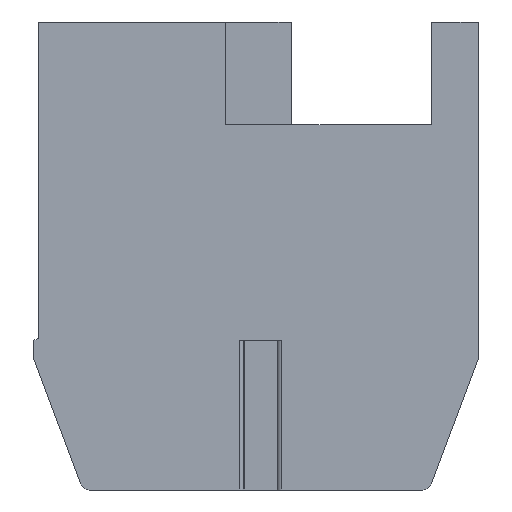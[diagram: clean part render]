
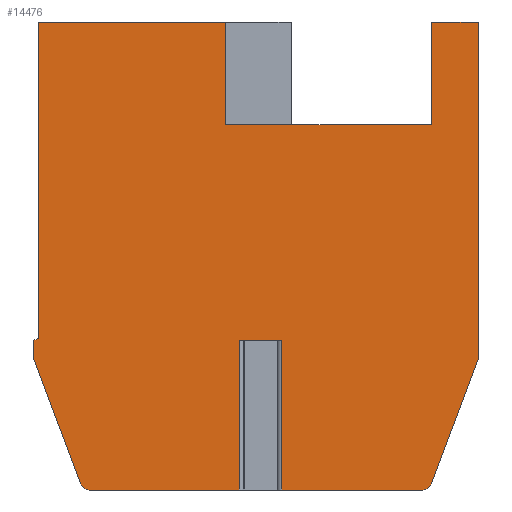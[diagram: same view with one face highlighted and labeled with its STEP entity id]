
A CAD part, front view. The second image highlights one B-rep face of the part: STEP entity #14476.
In plain terms, the highlighted planar face has unit normal (0, -1, 0).
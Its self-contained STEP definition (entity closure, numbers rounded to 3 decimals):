
#1=DIRECTION('',(1.,0.,0.));
#2=VECTOR('',#1,0.906);
#3=CARTESIAN_POINT('',(4.297,0.,-6.8));
#4=LINE('',#3,#2);
#5=DIRECTION('',(0.,0.,-1.));
#6=VECTOR('',#5,3.2);
#7=CARTESIAN_POINT('',(4.297,0.,-6.8));
#8=LINE('',#7,#6);
#9=DIRECTION('',(-1.,0.,0.));
#10=VECTOR('',#9,3.208);
#11=CARTESIAN_POINT('',(4.297,0.,-10.));
#12=LINE('',#11,#10);
#13=CARTESIAN_POINT('',(1.089,0.,-9.8));
#14=DIRECTION('',(0.,1.,0.));
#15=DIRECTION('',(0.,0.,-1.));
#16=AXIS2_PLACEMENT_3D('',#13,#14,#15);
#18=DIRECTION('',(-0.351,0.,0.936));
#19=VECTOR('',#18,2.816);
#20=CARTESIAN_POINT('',(0.901,0.,-9.87));
#21=LINE('',#20,#19);
#22=CARTESIAN_POINT('',(0.1,0.,-7.164));
#23=DIRECTION('',(0.,1.,0.));
#24=DIRECTION('',(-0.936,0.,-0.351));
#25=AXIS2_PLACEMENT_3D('',#22,#23,#24);
#27=DIRECTION('',(0.,0.,1.));
#28=VECTOR('',#27,0.364);
#29=CARTESIAN_POINT('',(-0.1,0.,-7.164));
#30=LINE('',#29,#28);
#31=DIRECTION('',(0.928,0.,0.371));
#32=VECTOR('',#31,0.108);
#33=CARTESIAN_POINT('',(-0.1,0.,-6.8));
#34=LINE('',#33,#32);
#35=DIRECTION('',(0.,0.,1.));
#36=VECTOR('',#35,6.76);
#37=CARTESIAN_POINT('',(0.,0.,-6.76));
#38=LINE('',#37,#36);
#39=DIRECTION('',(1.,0.,0.));
#40=VECTOR('',#39,4.);
#41=CARTESIAN_POINT('',(0.,0.,0.));
#42=LINE('',#41,#40);
#43=DIRECTION('',(0.,0.,-1.));
#44=VECTOR('',#43,2.2);
#45=CARTESIAN_POINT('',(4.,0.,0.));
#46=LINE('',#45,#44);
#47=DIRECTION('',(0.,0.,1.));
#48=VECTOR('',#47,2.2);
#49=CARTESIAN_POINT('',(8.4,0.,-2.2));
#50=LINE('',#49,#48);
#51=DIRECTION('',(1.,0.,0.));
#52=VECTOR('',#51,1.);
#53=CARTESIAN_POINT('',(8.4,0.,0.));
#54=LINE('',#53,#52);
#55=DIRECTION('',(0.,0.,-1.));
#56=VECTOR('',#55,7.164);
#57=CARTESIAN_POINT('',(9.4,0.,0.));
#58=LINE('',#57,#56);
#59=CARTESIAN_POINT('',(9.2,0.,-7.164));
#60=DIRECTION('',(0.,1.,0.));
#61=DIRECTION('',(1.,0.,0.));
#62=AXIS2_PLACEMENT_3D('',#59,#60,#61);
#64=DIRECTION('',(-0.351,0.,-0.936));
#65=VECTOR('',#64,2.816);
#66=CARTESIAN_POINT('',(9.387,0.,-7.234));
#67=LINE('',#66,#65);
#68=CARTESIAN_POINT('',(8.211,0.,-9.8));
#69=DIRECTION('',(0.,1.,0.));
#70=DIRECTION('',(0.936,0.,-0.351));
#71=AXIS2_PLACEMENT_3D('',#68,#69,#70);
#73=DIRECTION('',(-1.,0.,0.));
#74=VECTOR('',#73,3.008);
#75=CARTESIAN_POINT('',(8.211,0.,-10.));
#76=LINE('',#75,#74);
#77=DIRECTION('',(0.,0.,-1.));
#78=VECTOR('',#77,3.2);
#79=CARTESIAN_POINT('',(5.203,0.,-6.8));
#80=LINE('',#79,#78);
#3589=DIRECTION('',(-1.,0.,0.));
#3590=VECTOR('',#3589,4.4);
#3591=CARTESIAN_POINT('',(8.4,0.,-2.2));
#3592=LINE('',#3591,#3590);
#11365=CARTESIAN_POINT('',(-0.087,0.,-7.234));
#11366=CARTESIAN_POINT('',(-0.1,0.,-7.164));
#11367=VERTEX_POINT('',#11365);
#11368=VERTEX_POINT('',#11366);
#11369=CARTESIAN_POINT('',(-0.1,0.,-6.8));
#11370=VERTEX_POINT('',#11369);
#11371=CARTESIAN_POINT('',(0.,0.,-6.76));
#11372=VERTEX_POINT('',#11371);
#11373=CARTESIAN_POINT('',(0.,0.,0.));
#11374=VERTEX_POINT('',#11373);
#11375=CARTESIAN_POINT('',(8.4,0.,-2.2));
#11376=CARTESIAN_POINT('',(8.4,0.,0.));
#11377=VERTEX_POINT('',#11375);
#11378=VERTEX_POINT('',#11376);
#11379=CARTESIAN_POINT('',(9.4,0.,0.));
#11380=VERTEX_POINT('',#11379);
#11381=CARTESIAN_POINT('',(9.4,0.,-7.164));
#11382=VERTEX_POINT('',#11381);
#11383=CARTESIAN_POINT('',(9.387,0.,-7.234));
#11384=VERTEX_POINT('',#11383);
#11385=CARTESIAN_POINT('',(8.399,0.,-9.87));
#11386=VERTEX_POINT('',#11385);
#11387=CARTESIAN_POINT('',(8.211,0.,-10.));
#11388=VERTEX_POINT('',#11387);
#11389=CARTESIAN_POINT('',(1.089,0.,-10.));
#11390=CARTESIAN_POINT('',(0.901,0.,-9.87));
#11391=VERTEX_POINT('',#11389);
#11392=VERTEX_POINT('',#11390);
#11605=CARTESIAN_POINT('',(4.,0.,0.));
#11606=CARTESIAN_POINT('',(4.,0.,-2.2));
#11607=VERTEX_POINT('',#11605);
#11608=VERTEX_POINT('',#11606);
#11629=CARTESIAN_POINT('',(4.297,0.,-6.8));
#11630=CARTESIAN_POINT('',(5.203,0.,-6.8));
#11631=VERTEX_POINT('',#11629);
#11632=VERTEX_POINT('',#11630);
#11633=CARTESIAN_POINT('',(4.297,0.,-10.));
#11634=VERTEX_POINT('',#11633);
#11635=CARTESIAN_POINT('',(5.203,0.,-10.));
#11636=VERTEX_POINT('',#11635);
#14429=CARTESIAN_POINT('',(0.,0.,0.));
#14430=DIRECTION('',(0.,1.,0.));
#14431=DIRECTION('',(1.,0.,0.));
#14432=AXIS2_PLACEMENT_3D('',#14429,#14430,#14431);
#14433=PLANE('',#14432);
#14435=ORIENTED_EDGE('',*,*,#14434,.F.);
#14437=ORIENTED_EDGE('',*,*,#14436,.T.);
#14439=ORIENTED_EDGE('',*,*,#14438,.T.);
#14441=ORIENTED_EDGE('',*,*,#14440,.T.);
#14443=ORIENTED_EDGE('',*,*,#14442,.T.);
#14445=ORIENTED_EDGE('',*,*,#14444,.T.);
#14447=ORIENTED_EDGE('',*,*,#14446,.T.);
#14449=ORIENTED_EDGE('',*,*,#14448,.T.);
#14451=ORIENTED_EDGE('',*,*,#14450,.T.);
#14453=ORIENTED_EDGE('',*,*,#14452,.T.);
#14455=ORIENTED_EDGE('',*,*,#14454,.T.);
#14457=ORIENTED_EDGE('',*,*,#14456,.F.);
#14459=ORIENTED_EDGE('',*,*,#14458,.T.);
#14461=ORIENTED_EDGE('',*,*,#14460,.T.);
#14463=ORIENTED_EDGE('',*,*,#14462,.T.);
#14465=ORIENTED_EDGE('',*,*,#14464,.T.);
#14467=ORIENTED_EDGE('',*,*,#14466,.T.);
#14469=ORIENTED_EDGE('',*,*,#14468,.T.);
#14471=ORIENTED_EDGE('',*,*,#14470,.T.);
#14473=ORIENTED_EDGE('',*,*,#14472,.F.);
#14474=EDGE_LOOP('',(#14435,#14437,#14439,#14441,#14443,#14445,#14447,#14449,
#14451,#14453,#14455,#14457,#14459,#14461,#14463,#14465,#14467,#14469,#14471,
#14473));
#14475=FACE_OUTER_BOUND('',#14474,.F.);
#14476=ADVANCED_FACE('',(#14475),#14433,.F.);
#17=CIRCLE('',#16,0.2);
#26=CIRCLE('',#25,0.2);
#63=CIRCLE('',#62,0.2);
#72=CIRCLE('',#71,0.2);
#14434=EDGE_CURVE('',#11631,#11632,#4,.T.);
#14436=EDGE_CURVE('',#11631,#11634,#8,.T.);
#14438=EDGE_CURVE('',#11634,#11391,#12,.T.);
#14440=EDGE_CURVE('',#11391,#11392,#17,.T.);
#14442=EDGE_CURVE('',#11392,#11367,#21,.T.);
#14444=EDGE_CURVE('',#11367,#11368,#26,.T.);
#14446=EDGE_CURVE('',#11368,#11370,#30,.T.);
#14448=EDGE_CURVE('',#11370,#11372,#34,.T.);
#14450=EDGE_CURVE('',#11372,#11374,#38,.T.);
#14452=EDGE_CURVE('',#11374,#11607,#42,.T.);
#14454=EDGE_CURVE('',#11607,#11608,#46,.T.);
#14456=EDGE_CURVE('',#11377,#11608,#3592,.T.);
#14458=EDGE_CURVE('',#11377,#11378,#50,.T.);
#14460=EDGE_CURVE('',#11378,#11380,#54,.T.);
#14462=EDGE_CURVE('',#11380,#11382,#58,.T.);
#14464=EDGE_CURVE('',#11382,#11384,#63,.T.);
#14466=EDGE_CURVE('',#11384,#11386,#67,.T.);
#14468=EDGE_CURVE('',#11386,#11388,#72,.T.);
#14470=EDGE_CURVE('',#11388,#11636,#76,.T.);
#14472=EDGE_CURVE('',#11632,#11636,#80,.T.);
